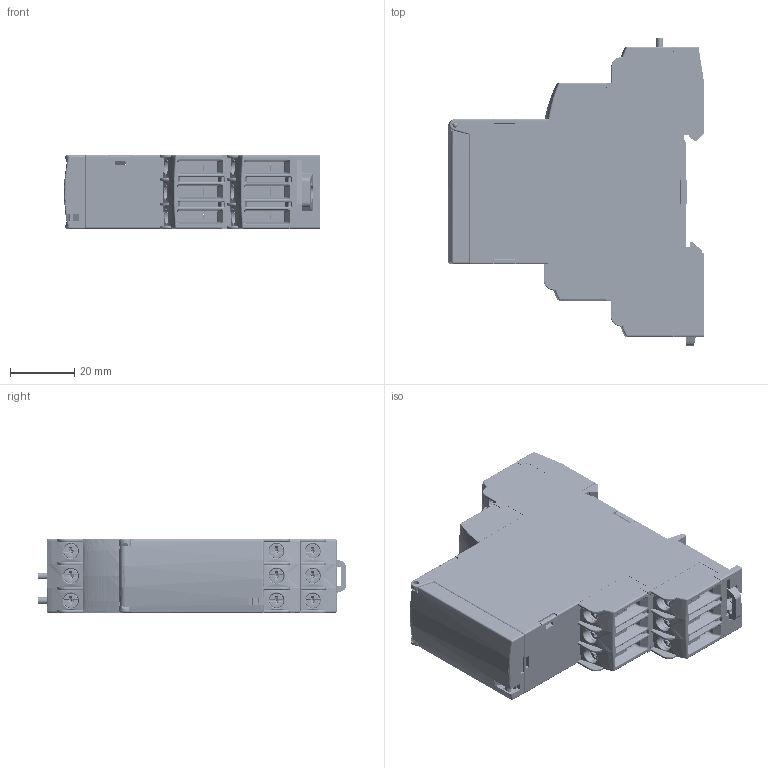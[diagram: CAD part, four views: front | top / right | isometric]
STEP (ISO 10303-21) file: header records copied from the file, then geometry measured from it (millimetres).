
FILE_DESCRIPTION((''),'2;1');
FILE_NAME('EAV6864001_ASM','2020-11-14T17:07:31',('SESA121199'),('Schneider-Electric'),'CREO PARAMETRIC BY PTC INC, 2019164','CREO PARAMETRIC BY PTC INC, 2019164','');
FILE_SCHEMA(('AP242_MANAGED_MODEL_BASED_3D_ENGINEERING_MIM_LF { 1 0 10303 442 1 1 4 }'));
Length unit declared in the file: millimetre
Products named in the file (22): HRB5581901; HRB5582501; LG_02010897; EAV4137001; EAV3296701; EAV32968_ASM; LFR1_RESSORT_REF; EAV4140705; EAV4197605; EAV4170705_ASM; NHA9491801; NHA9492501; NHA9493001; NHA9493301; NHA9493201; NHA9492701; NHA2490401_ASM; AWG12-WIRE-CONDUCTOR; NHA2490301_ASM; EAV3315301; HRB5585701; EAV6864001_ASM
Assembly tree (40 placements, depth 3):
  EAV6864001_ASM
    HRB5581901
    HRB5582501
    EAV32968_ASM
      LG_02010897  x2
      EAV4137001
      EAV3296701
    LFR1_RESSORT_REF
    EAV4170705_ASM
      EAV4140705
      EAV4197605
    NHA2490401_ASM  x2
      NHA9491801
      NHA9492501
      NHA9493001
      NHA9493301
      NHA9493201
      NHA9492701
    NHA2490301_ASM
      NHA9491801
      NHA9492501  x5
      NHA9492701  x3
      NHA9493001
      NHA9493201
      NHA9493301
      AWG12-WIRE-CONDUCTOR  x2
    EAV3315301
    HRB5585701
Bounding box: 79.5 x 95.4 x 22.95 mm (x, y, z)
Volume: 41534.4 mm3; surface area: 68605.2 mm2
Topology: 45 solids, 49 shells, 7306 faces, 21728 edges, 15371 vertices
Faces by surface type: plane 4997, cylinder 1463, bspline 448, torus 179, cone 131, sphere 70, extrusion 18
Entity records: 161642 total; most frequent: CARTESIAN_POINT 37211, ORIENTED_EDGE 16760, DIRECTION 16472, PRESENTATION_STYLE_ASSIGNMENT 9200, STYLED_ITEM 9194, EDGE_CURVE 8393, CURVE_STYLE 8316, VECTOR 7962
